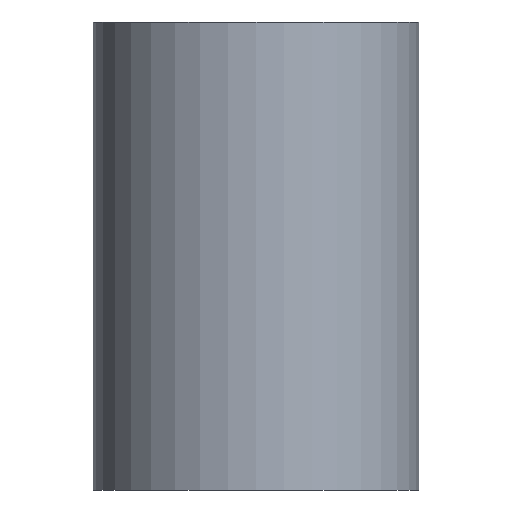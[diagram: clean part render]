
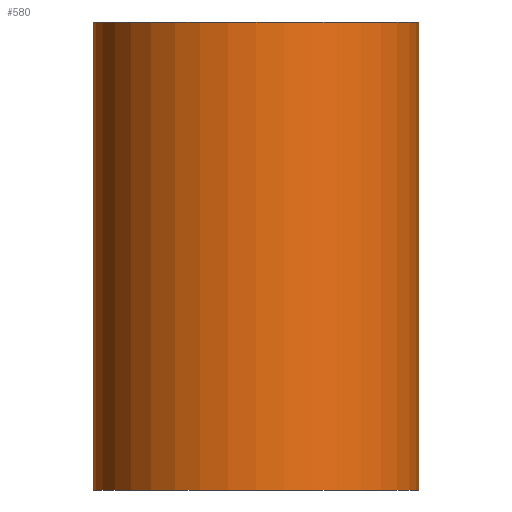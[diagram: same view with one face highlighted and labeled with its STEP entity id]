
A CAD part, front view. The second image highlights one B-rep face of the part: STEP entity #580.
In plain terms, the highlighted cylindrical face has radius 2.4 mm (diameter 4.8 mm), a partial arc.
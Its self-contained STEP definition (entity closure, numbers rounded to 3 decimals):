
#4 = AXIS2_PLACEMENT_3D ( 'NONE', #64, #441, #694 ) ;
#14 = CIRCLE ( 'NONE', #4, 2.4 ) ;
#37 = EDGE_CURVE ( 'NONE', #285, #804, #448, .T. ) ;
#45 = CARTESIAN_POINT ( 'NONE',  ( -2.4, 0., 0. ) ) ;
#49 = EDGE_LOOP ( 'NONE', ( #432, #789, #329, #823 ) ) ;
#64 = CARTESIAN_POINT ( 'NONE',  ( 0., 0., 0. ) ) ;
#99 = EDGE_CURVE ( 'NONE', #804, #336, #303, .T. ) ;
#106 = CARTESIAN_POINT ( 'NONE',  ( 2.4, 0., 6.9 ) ) ;
#134 = DIRECTION ( 'NONE',  ( 1., 0., 0. ) ) ;
#147 = EDGE_CURVE ( 'NONE', #285, #222, #216, .T. ) ;
#172 = CARTESIAN_POINT ( 'NONE',  ( -2.4, 0., 6.9 ) ) ;
#190 = AXIS2_PLACEMENT_3D ( 'NONE', #530, #667, #788 ) ;
#197 = FACE_OUTER_BOUND ( 'NONE', #49, .T. ) ;
#216 = LINE ( 'NONE', #172, #418 ) ;
#222 = VERTEX_POINT ( 'NONE', #45 ) ;
#285 = VERTEX_POINT ( 'NONE', #320 ) ;
#302 = EDGE_CURVE ( 'NONE', #222, #336, #14, .T. ) ;
#303 = LINE ( 'NONE', #106, #702 ) ;
#320 = CARTESIAN_POINT ( 'NONE',  ( -2.4, 0., 6.9 ) ) ;
#329 = ORIENTED_EDGE ( 'NONE', *, *, #147, .T. ) ;
#336 = VERTEX_POINT ( 'NONE', #615 ) ;
#378 = AXIS2_PLACEMENT_3D ( 'NONE', #718, #653, #134 ) ;
#413 = DIRECTION ( 'NONE',  ( 0., 0., -1. ) ) ;
#414 = CARTESIAN_POINT ( 'NONE',  ( 2.4, 0., 6.9 ) ) ;
#418 = VECTOR ( 'NONE', #413, 1000. ) ;
#432 = ORIENTED_EDGE ( 'NONE', *, *, #99, .F. ) ;
#441 = DIRECTION ( 'NONE',  ( 0., 0., 1. ) ) ;
#448 = CIRCLE ( 'NONE', #378, 2.4 ) ;
#530 = CARTESIAN_POINT ( 'NONE',  ( 0., 0., 6.9 ) ) ;
#545 = DIRECTION ( 'NONE',  ( 0., 0., -1. ) ) ;
#580 = ADVANCED_FACE ( 'NONE', ( #197 ), #799, .T. ) ;
#615 = CARTESIAN_POINT ( 'NONE',  ( 2.4, 0., 0. ) ) ;
#653 = DIRECTION ( 'NONE',  ( 0., 0., 1. ) ) ;
#667 = DIRECTION ( 'NONE',  ( 0., 0., -1. ) ) ;
#694 = DIRECTION ( 'NONE',  ( 1., 0., 0. ) ) ;
#702 = VECTOR ( 'NONE', #545, 1000. ) ;
#718 = CARTESIAN_POINT ( 'NONE',  ( 0., 0., 6.9 ) ) ;
#788 = DIRECTION ( 'NONE',  ( -1., 0., 0. ) ) ;
#789 = ORIENTED_EDGE ( 'NONE', *, *, #37, .F. ) ;
#799 = CYLINDRICAL_SURFACE ( 'NONE', #190, 2.4 ) ;
#804 = VERTEX_POINT ( 'NONE', #414 ) ;
#823 = ORIENTED_EDGE ( 'NONE', *, *, #302, .T. ) ;
